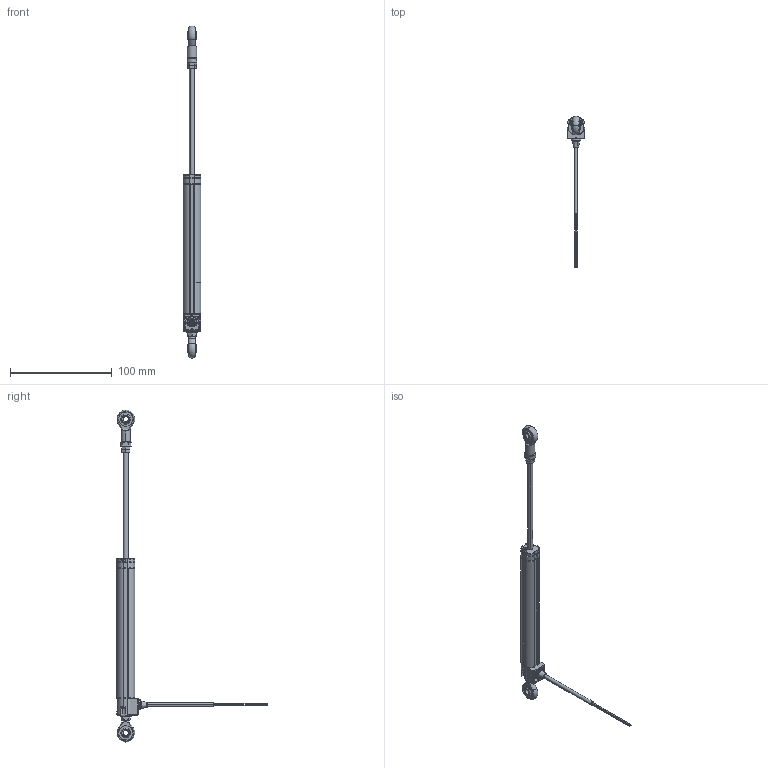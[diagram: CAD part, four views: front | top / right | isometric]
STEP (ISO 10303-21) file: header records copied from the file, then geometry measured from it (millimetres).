
FILE_DESCRIPTION (( 'STEP AP214' ), '1' );
FILE_NAME ('TEX-0100-415-002-201_extended.STEP', '2014-07-09T08:47:32', ( 'dummy' ), ( 'Microsoft' ), 'SwSTEP 2.0', 'SolidWorks 2013', '' );
FILE_SCHEMA (( 'AUTOMOTIVE_DESIGN' ));
Length unit declared in the file: millimetre
Products named in the file (1): TEX-0100-415-002-201_extended
Bounding box: 17.55 x 148.07 x 325.87 mm (x, y, z)
Surface area: 19665.7 mm2 (no closed solid volume)
Topology: 0 solids, 54 shells, 443 faces, 1538 edges, 1135 vertices
Faces by surface type: plane 195, cylinder 149, cone 45, torus 29, bspline 17, sphere 8
Entity records: 22959 total; most frequent: CARTESIAN_POINT 5032, DIRECTION 2787, ORIENTED_EDGE 2368, EDGE_CURVE 1526, VERTEX_POINT 1129, AXIS2_PLACEMENT_3D 988, LINE 811, VECTOR 811
